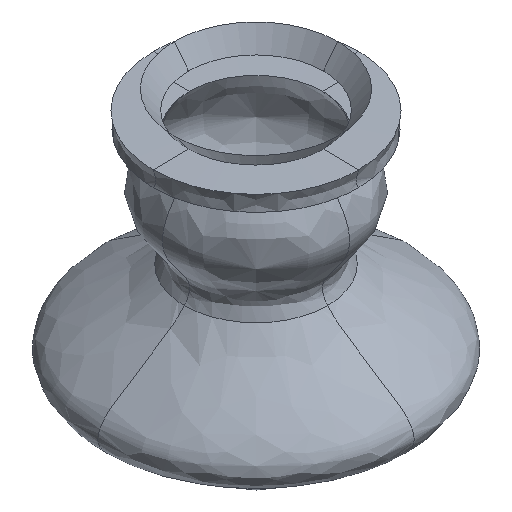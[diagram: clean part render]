
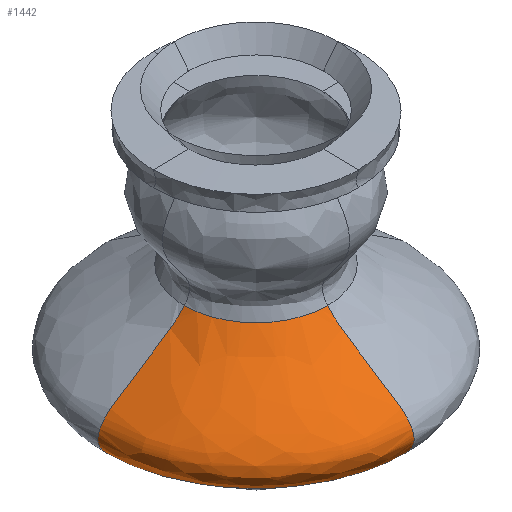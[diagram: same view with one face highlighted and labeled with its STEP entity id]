
A CAD part, isometric view. The second image highlights one B-rep face of the part: STEP entity #1442.
In plain terms, the highlighted free-form (B-spline) face has degree [3, 2] with [4, 3] control points.
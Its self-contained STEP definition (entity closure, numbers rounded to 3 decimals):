
#962 = ( BOUNDED_SURFACE() B_SPLINE_SURFACE(3,2,(
    (#963,#964,#965)
    ,(#966,#967,#968)
    ,(#969,#970,#971)
    ,(#972,#973,#974
)),.UNSPECIFIED.,.F.,.F.,.F.) B_SPLINE_SURFACE_WITH_KNOTS((4,4),(3,3),(
    0.,1.),(0.,1.),.PIECEWISE_BEZIER_KNOTS.) 
GEOMETRIC_REPRESENTATION_ITEM() RATIONAL_B_SPLINE_SURFACE((
    (1.,0.707,1.)
    ,(1.,0.707,1.)
    ,(1.,0.707,1.)
,(1.,0.707,1.))) REPRESENTATION_ITEM('') SURFACE() );
#963 = CARTESIAN_POINT('',(-23.32,0.,104.618));
#964 = CARTESIAN_POINT('',(-23.32,-23.32,104.618));
#965 = CARTESIAN_POINT('',(0.,-23.32,104.618));
#966 = CARTESIAN_POINT('',(-47.626,0.,79.324));
#967 = CARTESIAN_POINT('',(-47.626,-47.626,79.324));
#968 = CARTESIAN_POINT('',(0.,-47.626,79.324));
#969 = CARTESIAN_POINT('',(-15.558,0.,75.956));
#970 = CARTESIAN_POINT('',(-15.558,-15.558,75.956));
#971 = CARTESIAN_POINT('',(0.,-15.558,75.956));
#972 = CARTESIAN_POINT('',(-24.975,0.,64.063));
#973 = CARTESIAN_POINT('',(-24.975,-24.975,64.063));
#974 = CARTESIAN_POINT('',(0.,-24.975,64.063));
#1134 = VERTEX_POINT('',#1135);
#1135 = CARTESIAN_POINT('',(-24.975,0.,64.063));
#1149 = ( BOUNDED_SURFACE() B_SPLINE_SURFACE(3,2,(
    (#1150,#1151,#1152)
    ,(#1153,#1154,#1155)
    ,(#1156,#1157,#1158)
    ,(#1159,#1160,#1161
)),.UNSPECIFIED.,.F.,.F.,.F.) B_SPLINE_SURFACE_WITH_KNOTS((4,4),(3,3),(
    0.,1.),(0.,1.),.PIECEWISE_BEZIER_KNOTS.) 
GEOMETRIC_REPRESENTATION_ITEM() RATIONAL_B_SPLINE_SURFACE((
    (1.,0.707,1.)
    ,(1.,0.707,1.)
    ,(1.,0.707,1.)
,(1.,0.707,1.))) REPRESENTATION_ITEM('') SURFACE() );
#1150 = CARTESIAN_POINT('',(0.,24.975,64.063));
#1151 = CARTESIAN_POINT('',(-24.975,24.975,64.063));
#1152 = CARTESIAN_POINT('',(-24.975,0.,64.063));
#1153 = CARTESIAN_POINT('',(0.,34.392,52.171));
#1154 = CARTESIAN_POINT('',(-34.392,34.392,52.171));
#1155 = CARTESIAN_POINT('',(-34.392,0.,52.171));
#1156 = CARTESIAN_POINT('',(0.,73.085,42.996));
#1157 = CARTESIAN_POINT('',(-73.085,73.085,42.996));
#1158 = CARTESIAN_POINT('',(-73.085,0.,42.996));
#1159 = CARTESIAN_POINT('',(0.,45.208,28.636));
#1160 = CARTESIAN_POINT('',(-45.208,45.208,28.636));
#1161 = CARTESIAN_POINT('',(-45.208,0.,28.636));
#1196 = EDGE_CURVE('',#1134,#1197,#1199,.T.);
#1197 = VERTEX_POINT('',#1198);
#1198 = CARTESIAN_POINT('',(0.,-24.975,64.063));
#1199 = SURFACE_CURVE('',#1200,(#1204,#1211),.PCURVE_S1.);
#1200 = ( BOUNDED_CURVE() B_SPLINE_CURVE(2,(#1201,#1202,#1203),
.UNSPECIFIED.,.F.,.F.) B_SPLINE_CURVE_WITH_KNOTS((3,3),(0.,1.),
.PIECEWISE_BEZIER_KNOTS.) CURVE() GEOMETRIC_REPRESENTATION_ITEM() 
RATIONAL_B_SPLINE_CURVE((1.,0.707,1.)) REPRESENTATION_ITEM('') 
  );
#1201 = CARTESIAN_POINT('',(-24.975,0.,64.063));
#1202 = CARTESIAN_POINT('',(-24.975,-24.975,64.063));
#1203 = CARTESIAN_POINT('',(0.,-24.975,64.063));
#1204 = PCURVE('',#962,#1205);
#1205 = DEFINITIONAL_REPRESENTATION('',(#1206),#1210);
#1206 = LINE('',#1207,#1208);
#1207 = CARTESIAN_POINT('',(1.,0.));
#1208 = VECTOR('',#1209,1.);
#1209 = DIRECTION('',(0.,1.));
#1210 = ( GEOMETRIC_REPRESENTATION_CONTEXT(2) 
PARAMETRIC_REPRESENTATION_CONTEXT() REPRESENTATION_CONTEXT('2D SPACE',''
  ) );
#1211 = PCURVE('',#1212,#1225);
#1212 = ( BOUNDED_SURFACE() B_SPLINE_SURFACE(3,2,(
    (#1213,#1214,#1215)
    ,(#1216,#1217,#1218)
    ,(#1219,#1220,#1221)
    ,(#1222,#1223,#1224
)),.UNSPECIFIED.,.F.,.F.,.F.) B_SPLINE_SURFACE_WITH_KNOTS((4,4),(3,3),(
    0.,1.),(0.,1.),.PIECEWISE_BEZIER_KNOTS.) 
GEOMETRIC_REPRESENTATION_ITEM() RATIONAL_B_SPLINE_SURFACE((
    (1.,0.707,1.)
    ,(1.,0.707,1.)
    ,(1.,0.707,1.)
,(1.,0.707,1.))) REPRESENTATION_ITEM('') SURFACE() );
#1213 = CARTESIAN_POINT('',(-24.975,0.,64.063));
#1214 = CARTESIAN_POINT('',(-24.975,-24.975,64.063));
#1215 = CARTESIAN_POINT('',(0.,-24.975,64.063));
#1216 = CARTESIAN_POINT('',(-34.392,0.,52.171));
#1217 = CARTESIAN_POINT('',(-34.392,-34.392,52.171));
#1218 = CARTESIAN_POINT('',(0.,-34.392,52.171));
#1219 = CARTESIAN_POINT('',(-73.085,0.,42.996));
#1220 = CARTESIAN_POINT('',(-73.085,-73.085,42.996));
#1221 = CARTESIAN_POINT('',(0.,-73.085,42.996));
#1222 = CARTESIAN_POINT('',(-45.208,0.,28.636));
#1223 = CARTESIAN_POINT('',(-45.208,-45.208,28.636));
#1224 = CARTESIAN_POINT('',(0.,-45.208,28.636));
#1225 = DEFINITIONAL_REPRESENTATION('',(#1226),#1230);
#1226 = LINE('',#1227,#1228);
#1227 = CARTESIAN_POINT('',(0.,0.));
#1228 = VECTOR('',#1229,1.);
#1229 = DIRECTION('',(0.,1.));
#1230 = ( GEOMETRIC_REPRESENTATION_CONTEXT(2) 
PARAMETRIC_REPRESENTATION_CONTEXT() REPRESENTATION_CONTEXT('2D SPACE',''
  ) );
#1273 = ( BOUNDED_SURFACE() B_SPLINE_SURFACE(3,2,(
    (#1274,#1275,#1276)
    ,(#1277,#1278,#1279)
    ,(#1280,#1281,#1282)
    ,(#1283,#1284,#1285
)),.UNSPECIFIED.,.F.,.F.,.F.) B_SPLINE_SURFACE_WITH_KNOTS((4,4),(3,3),(
    0.,1.),(0.,1.),.PIECEWISE_BEZIER_KNOTS.) 
GEOMETRIC_REPRESENTATION_ITEM() RATIONAL_B_SPLINE_SURFACE((
    (1.,0.707,1.)
    ,(1.,0.707,1.)
    ,(1.,0.707,1.)
,(1.,0.707,1.))) REPRESENTATION_ITEM('') SURFACE() );
#1274 = CARTESIAN_POINT('',(0.,-24.975,64.063));
#1275 = CARTESIAN_POINT('',(24.975,-24.975,64.063));
#1276 = CARTESIAN_POINT('',(24.975,0.,64.063));
#1277 = CARTESIAN_POINT('',(0.,-34.392,52.171));
#1278 = CARTESIAN_POINT('',(34.392,-34.392,52.171));
#1279 = CARTESIAN_POINT('',(34.392,0.,52.171));
#1280 = CARTESIAN_POINT('',(0.,-73.085,42.996));
#1281 = CARTESIAN_POINT('',(73.085,-73.085,42.996));
#1282 = CARTESIAN_POINT('',(73.085,0.,42.996));
#1283 = CARTESIAN_POINT('',(0.,-45.208,28.636));
#1284 = CARTESIAN_POINT('',(45.208,-45.208,28.636));
#1285 = CARTESIAN_POINT('',(45.208,0.,28.636));
#1386 = VERTEX_POINT('',#1387);
#1387 = CARTESIAN_POINT('',(-45.208,0.,28.636));
#1421 = EDGE_CURVE('',#1134,#1386,#1422,.T.);
#1422 = SURFACE_CURVE('',#1423,(#1428,#1435),.PCURVE_S1.);
#1423 = B_SPLINE_CURVE_WITH_KNOTS('',3,(#1424,#1425,#1426,#1427),
  .UNSPECIFIED.,.F.,.F.,(4,4),(0.,1.),.PIECEWISE_BEZIER_KNOTS.);
#1424 = CARTESIAN_POINT('',(-24.975,0.,64.063));
#1425 = CARTESIAN_POINT('',(-34.392,0.,52.171));
#1426 = CARTESIAN_POINT('',(-73.085,0.,42.996));
#1427 = CARTESIAN_POINT('',(-45.208,0.,28.636));
#1428 = PCURVE('',#1149,#1429);
#1429 = DEFINITIONAL_REPRESENTATION('',(#1430),#1434);
#1430 = LINE('',#1431,#1432);
#1431 = CARTESIAN_POINT('',(0.,1.));
#1432 = VECTOR('',#1433,1.);
#1433 = DIRECTION('',(1.,0.));
#1434 = ( GEOMETRIC_REPRESENTATION_CONTEXT(2) 
PARAMETRIC_REPRESENTATION_CONTEXT() REPRESENTATION_CONTEXT('2D SPACE',''
  ) );
#1435 = PCURVE('',#1212,#1436);
#1436 = DEFINITIONAL_REPRESENTATION('',(#1437),#1441);
#1437 = LINE('',#1438,#1439);
#1438 = CARTESIAN_POINT('',(0.,0.));
#1439 = VECTOR('',#1440,1.);
#1440 = DIRECTION('',(1.,0.));
#1441 = ( GEOMETRIC_REPRESENTATION_CONTEXT(2) 
PARAMETRIC_REPRESENTATION_CONTEXT() REPRESENTATION_CONTEXT('2D SPACE',''
  ) );
#1442 = ADVANCED_FACE('',(#1443),#1212,.T.);
#1443 = FACE_BOUND('',#1444,.T.);
#1444 = EDGE_LOOP('',(#1445,#1446,#1447,#1483));
#1445 = ORIENTED_EDGE('',*,*,#1196,.F.);
#1446 = ORIENTED_EDGE('',*,*,#1421,.T.);
#1447 = ORIENTED_EDGE('',*,*,#1448,.T.);
#1448 = EDGE_CURVE('',#1386,#1449,#1451,.T.);
#1449 = VERTEX_POINT('',#1450);
#1450 = CARTESIAN_POINT('',(0.,-45.208,28.636));
#1451 = SURFACE_CURVE('',#1452,(#1456,#1463),.PCURVE_S1.);
#1452 = ( BOUNDED_CURVE() B_SPLINE_CURVE(2,(#1453,#1454,#1455),
.UNSPECIFIED.,.F.,.F.) B_SPLINE_CURVE_WITH_KNOTS((3,3),(0.,1.),
.PIECEWISE_BEZIER_KNOTS.) CURVE() GEOMETRIC_REPRESENTATION_ITEM() 
RATIONAL_B_SPLINE_CURVE((1.,0.707,1.)) REPRESENTATION_ITEM('') 
  );
#1453 = CARTESIAN_POINT('',(-45.208,0.,28.636));
#1454 = CARTESIAN_POINT('',(-45.208,-45.208,28.636));
#1455 = CARTESIAN_POINT('',(0.,-45.208,28.636));
#1456 = PCURVE('',#1212,#1457);
#1457 = DEFINITIONAL_REPRESENTATION('',(#1458),#1462);
#1458 = LINE('',#1459,#1460);
#1459 = CARTESIAN_POINT('',(1.,0.));
#1460 = VECTOR('',#1461,1.);
#1461 = DIRECTION('',(0.,1.));
#1462 = ( GEOMETRIC_REPRESENTATION_CONTEXT(2) 
PARAMETRIC_REPRESENTATION_CONTEXT() REPRESENTATION_CONTEXT('2D SPACE',''
  ) );
#1463 = PCURVE('',#1464,#1477);
#1464 = ( BOUNDED_SURFACE() B_SPLINE_SURFACE(3,2,(
    (#1465,#1466,#1467)
    ,(#1468,#1469,#1470)
    ,(#1471,#1472,#1473)
    ,(#1474,#1475,#1476
)),.UNSPECIFIED.,.F.,.F.,.F.) B_SPLINE_SURFACE_WITH_KNOTS((4,4),(3,3),(
    0.,1.),(0.,1.),.PIECEWISE_BEZIER_KNOTS.) 
GEOMETRIC_REPRESENTATION_ITEM() RATIONAL_B_SPLINE_SURFACE((
    (1.,0.707,1.)
    ,(1.,0.707,1.)
    ,(1.,0.707,1.)
,(1.,0.707,1.))) REPRESENTATION_ITEM('') SURFACE() );
#1465 = CARTESIAN_POINT('',(-45.208,0.,28.636));
#1466 = CARTESIAN_POINT('',(-45.208,-45.208,28.636));
#1467 = CARTESIAN_POINT('',(0.,-45.208,28.636));
#1468 = CARTESIAN_POINT('',(-30.837,0.,21.233));
#1469 = CARTESIAN_POINT('',(-30.837,-30.837,21.233));
#1470 = CARTESIAN_POINT('',(0.,-30.837,21.233));
#1471 = CARTESIAN_POINT('',(-12.137,0.,-0.085));
#1472 = CARTESIAN_POINT('',(-12.137,-12.137,-0.085));
#1473 = CARTESIAN_POINT('',(0.,-12.137,-0.085));
#1474 = CARTESIAN_POINT('',(-0.,0.,0.));
#1475 = CARTESIAN_POINT('',(-0.,-0.,0.));
#1476 = CARTESIAN_POINT('',(0.,-0.,0.));
#1477 = DEFINITIONAL_REPRESENTATION('',(#1478),#1482);
#1478 = LINE('',#1479,#1480);
#1479 = CARTESIAN_POINT('',(0.,0.));
#1480 = VECTOR('',#1481,1.);
#1481 = DIRECTION('',(0.,1.));
#1482 = ( GEOMETRIC_REPRESENTATION_CONTEXT(2) 
PARAMETRIC_REPRESENTATION_CONTEXT() REPRESENTATION_CONTEXT('2D SPACE',''
  ) );
#1483 = ORIENTED_EDGE('',*,*,#1484,.F.);
#1484 = EDGE_CURVE('',#1197,#1449,#1485,.T.);
#1485 = SURFACE_CURVE('',#1486,(#1491,#1498),.PCURVE_S1.);
#1486 = B_SPLINE_CURVE_WITH_KNOTS('',3,(#1487,#1488,#1489,#1490),
  .UNSPECIFIED.,.F.,.F.,(4,4),(0.,1.),.PIECEWISE_BEZIER_KNOTS.);
#1487 = CARTESIAN_POINT('',(0.,-24.975,64.063));
#1488 = CARTESIAN_POINT('',(0.,-34.392,52.171));
#1489 = CARTESIAN_POINT('',(0.,-73.085,42.996));
#1490 = CARTESIAN_POINT('',(0.,-45.208,28.636));
#1491 = PCURVE('',#1212,#1492);
#1492 = DEFINITIONAL_REPRESENTATION('',(#1493),#1497);
#1493 = LINE('',#1494,#1495);
#1494 = CARTESIAN_POINT('',(0.,1.));
#1495 = VECTOR('',#1496,1.);
#1496 = DIRECTION('',(1.,0.));
#1497 = ( GEOMETRIC_REPRESENTATION_CONTEXT(2) 
PARAMETRIC_REPRESENTATION_CONTEXT() REPRESENTATION_CONTEXT('2D SPACE',''
  ) );
#1498 = PCURVE('',#1273,#1499);
#1499 = DEFINITIONAL_REPRESENTATION('',(#1500),#1504);
#1500 = LINE('',#1501,#1502);
#1501 = CARTESIAN_POINT('',(0.,0.));
#1502 = VECTOR('',#1503,1.);
#1503 = DIRECTION('',(1.,0.));
#1504 = ( GEOMETRIC_REPRESENTATION_CONTEXT(2) 
PARAMETRIC_REPRESENTATION_CONTEXT() REPRESENTATION_CONTEXT('2D SPACE',''
  ) );
